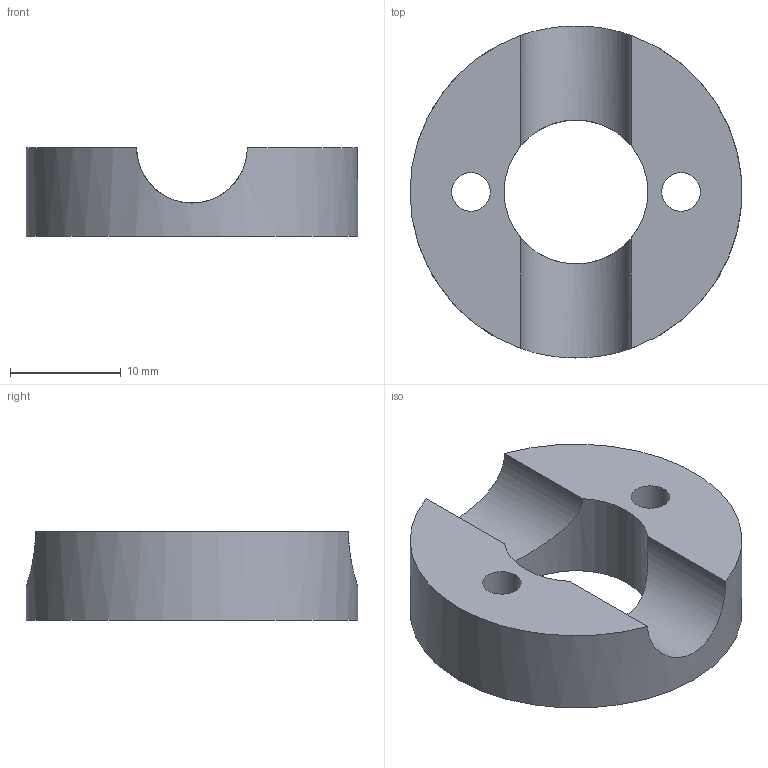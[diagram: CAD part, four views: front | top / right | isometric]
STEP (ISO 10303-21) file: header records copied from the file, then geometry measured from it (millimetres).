
FILE_DESCRIPTION(/* description */ (''),/* implementation_level */ '2;1');
FILE_NAME(/* name */ 'DevFrame 19mm Motor Mount Half v1.step',/* time_stamp */ '2018-03-31T18:38:22-05:00',/* author */ ('cglusky'),/* organization */ (''),/* preprocessor_version */ 'ST-DEVELOPER v16.13',/* originating_system */ 'Autodesk Translation Framework v6.5.0.72',/* authorisation */ '');
FILE_SCHEMA (('AUTOMOTIVE_DESIGN { 1 0 10303 214 3 1 1 }'));
Length unit declared in the file: millimetre
Products named in the file (1): DevFrame 19mm Motor Mount Half v1
Bounding box: 30 x 30 x 8 mm (x, y, z)
Volume: 3746.9 mm3; surface area: 2310.3 mm2
Topology: 1 solids, 1 shells, 9 faces, 24 edges, 16 vertices
Faces by surface type: cylinder 6, plane 3
Full cylindrical faces by diameter (mm): 3.5 x2, 13 x1, 30 x1
Entity records: 403 total; most frequent: CARTESIAN_POINT 126, DIRECTION 52, ORIENTED_EDGE 48, EDGE_CURVE 24, AXIS2_PLACEMENT_3D 22, VERTEX_POINT 16, EDGE_LOOP 14, CIRCLE 12
